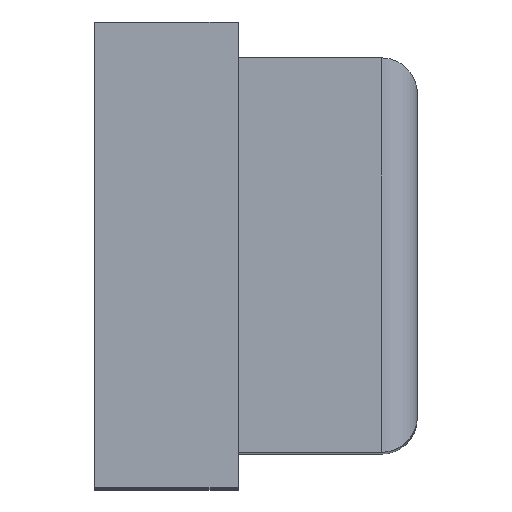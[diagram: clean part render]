
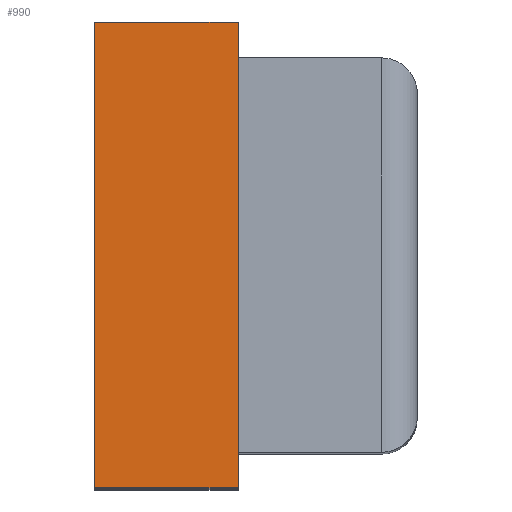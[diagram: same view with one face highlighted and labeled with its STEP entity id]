
A CAD part, top view. The second image highlights one B-rep face of the part: STEP entity #990.
In plain terms, the highlighted planar face has unit normal (0, 0, 1).
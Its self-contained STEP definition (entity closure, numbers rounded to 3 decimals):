
#50 = VECTOR ( 'NONE', #1238, 1000. ) ;
#101 = LINE ( 'NONE', #742, #50 ) ;
#123 = VERTEX_POINT ( 'NONE', #435 ) ;
#158 = ORIENTED_EDGE ( 'NONE', *, *, #368, .F. ) ;
#184 = CARTESIAN_POINT ( 'NONE',  ( 0., 0.65, 1.6 ) ) ;
#206 = ORIENTED_EDGE ( 'NONE', *, *, #1198, .T. ) ;
#275 = EDGE_LOOP ( 'NONE', ( #206, #158, #922, #1366 ) ) ;
#359 = CARTESIAN_POINT ( 'NONE',  ( 0., 0.65, 1.6 ) ) ;
#368 = EDGE_CURVE ( 'NONE', #123, #514, #664, .T. ) ;
#370 = DIRECTION ( 'NONE',  ( -1., 0., 0. ) ) ;
#414 = VECTOR ( 'NONE', #697, 1000. ) ;
#435 = CARTESIAN_POINT ( 'NONE',  ( 0.4, -0.65, 1.6 ) ) ;
#508 = CARTESIAN_POINT ( 'NONE',  ( 0., -0.65, 1.6 ) ) ;
#514 = VERTEX_POINT ( 'NONE', #508 ) ;
#546 = DIRECTION ( 'NONE',  ( 0., 0., -1. ) ) ;
#578 = LINE ( 'NONE', #820, #1530 ) ;
#664 = LINE ( 'NONE', #1535, #1529 ) ;
#697 = DIRECTION ( 'NONE',  ( 0., -1., 0. ) ) ;
#742 = CARTESIAN_POINT ( 'NONE',  ( 0.4, 0.65, 1.6 ) ) ;
#770 = EDGE_CURVE ( 'NONE', #1510, #886, #578, .T. ) ;
#820 = CARTESIAN_POINT ( 'NONE',  ( 0.4, 0.65, 1.6 ) ) ;
#886 = VERTEX_POINT ( 'NONE', #359 ) ;
#922 = ORIENTED_EDGE ( 'NONE', *, *, #936, .F. ) ;
#936 = EDGE_CURVE ( 'NONE', #1510, #123, #101, .T. ) ;
#990 = ADVANCED_FACE ( 'NONE', ( #1270 ), #1297, .F. ) ;
#1031 = DIRECTION ( 'NONE',  ( 0., 1., 0. ) ) ;
#1090 = AXIS2_PLACEMENT_3D ( 'NONE', #1513, #546, #1031 ) ;
#1198 = EDGE_CURVE ( 'NONE', #886, #514, #1565, .T. ) ;
#1238 = DIRECTION ( 'NONE',  ( 0., -1., 0. ) ) ;
#1270 = FACE_OUTER_BOUND ( 'NONE', #275, .T. ) ;
#1297 = PLANE ( 'NONE',  #1090 ) ;
#1324 = CARTESIAN_POINT ( 'NONE',  ( 0.4, 0.65, 1.6 ) ) ;
#1366 = ORIENTED_EDGE ( 'NONE', *, *, #770, .T. ) ;
#1434 = DIRECTION ( 'NONE',  ( -1., 0., 0. ) ) ;
#1510 = VERTEX_POINT ( 'NONE', #1324 ) ;
#1513 = CARTESIAN_POINT ( 'NONE',  ( 0.4, 0.65, 1.6 ) ) ;
#1529 = VECTOR ( 'NONE', #370, 1000. ) ;
#1530 = VECTOR ( 'NONE', #1434, 1000. ) ;
#1535 = CARTESIAN_POINT ( 'NONE',  ( 0.4, -0.65, 1.6 ) ) ;
#1565 = LINE ( 'NONE', #184, #414 ) ;
